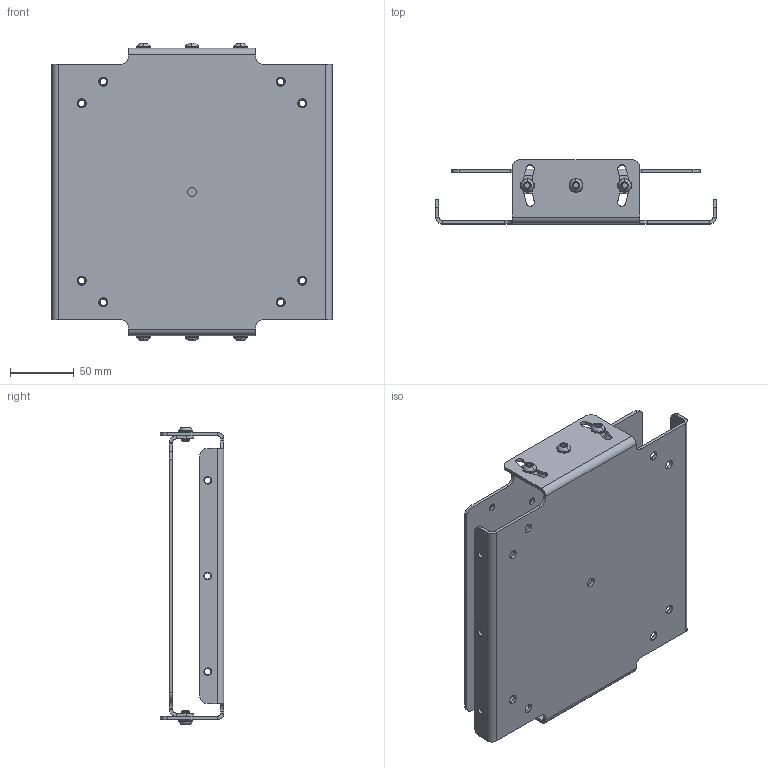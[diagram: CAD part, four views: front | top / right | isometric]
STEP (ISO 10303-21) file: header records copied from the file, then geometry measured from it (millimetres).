
FILE_DESCRIPTION((''),'2;1');
FILE_NAME('185137_ASM','2015-03-28T',('PDMAdmin'),(''),'PRO/ENGINEER BY PARAMETRIC TECHNOLOGY CORPORATION, 2013230','PRO/ENGINEER BY PARAMETRIC TECHNOLOGY CORPORATION, 2013230','');
FILE_SCHEMA(('CONFIG_CONTROL_DESIGN'));
Length unit declared in the file: millimetre
Products named in the file (6): 181438; 181439; 109564_1; 184912; 93811_ASM; 185137_ASM
Assembly tree (15 placements, depth 3):
  185137_ASM
    93811_ASM
      181438
      181439
      109564_1  x6
      184912  x6
Bounding box: 220 x 50 x 233.2 mm (x, y, z)
Volume: 266747.2 mm3; surface area: 217645.8 mm2
Topology: 2 solids, 34 shells, 1445 faces, 4194 edges, 2678 vertices
Faces by surface type: plane 705, cylinder 410, bspline 258, cone 60, sphere 12
Entity records: 32728 total; most frequent: CARTESIAN_POINT 11409, ORIENTED_EDGE 4442, DIRECTION 4151, EDGE_CURVE 2304, VECTOR 1761, LINE 1761, VERTEX_POINT 1503, AXIS2_PLACEMENT_3D 1195
